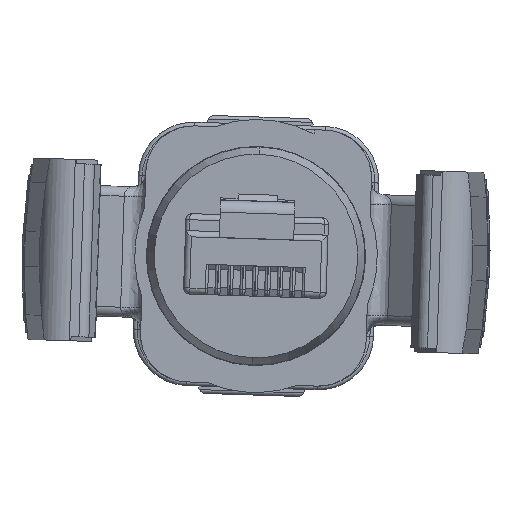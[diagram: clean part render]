
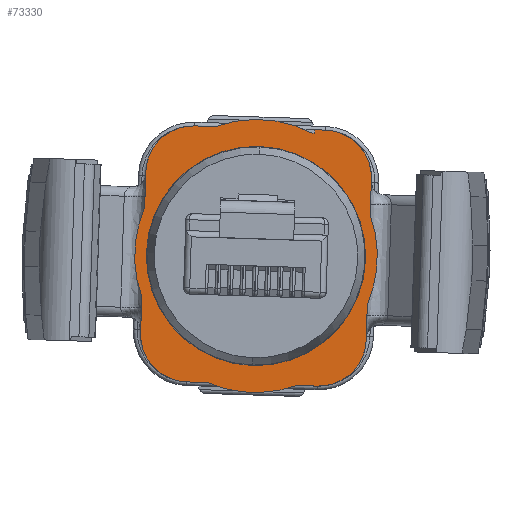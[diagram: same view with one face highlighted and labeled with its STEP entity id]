
A CAD part, front view. The second image highlights one B-rep face of the part: STEP entity #73330.
In plain terms, the highlighted face is planar.
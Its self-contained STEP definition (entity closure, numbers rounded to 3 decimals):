
#71510=CARTESIAN_POINT('',(15.302,3.3,
8.96));
#71520=VERTEX_POINT('',#71510);
#71550=CARTESIAN_POINT('',(15.302,3.3,
0.));
#71560=DIRECTION('',(-1.,0.,0.));
#71570=DIRECTION('',(0.,0.,1.));
#71580=AXIS2_PLACEMENT_3D('',#71550,#71560,#71570);
#71590=CIRCLE('',#71580,8.96);
#71600=CARTESIAN_POINT('',(15.302,3.3,
-8.96));
#71610=VERTEX_POINT('',#71600);
#71620=EDGE_CURVE('',#71610,#71520,#71590,.T.);
#71810=CARTESIAN_POINT('',(15.302,4.55,
-9.26));
#71820=DIRECTION('',(-1.,0.,0.));
#71830=DIRECTION('',(0.,0.,1.));
#71840=AXIS2_PLACEMENT_3D('',#71810,#71820,#71830);
#71850=PLANE('',#71840);
#71860=CARTESIAN_POINT('',(15.302,62.101,
9.26));
#71870=DIRECTION('',(0.,-1.,0.));
#71880=VECTOR('',#71870,1.);
#71890=LINE('',#71860,#71880);
#71900=CARTESIAN_POINT('',(15.302,-0.368,
9.26));
#71910=VERTEX_POINT('',#71900);
#71920=CARTESIAN_POINT('',(15.302,-3.31,
9.26));
#71930=VERTEX_POINT('',#71920);
#71940=EDGE_CURVE('',#71910,#71930,#71890,.T.);
#71950=ORIENTED_EDGE('',*,*,#71940,.F.);
#71960=CARTESIAN_POINT('',(15.302,-3.31,
5.36));
#71970=DIRECTION('',(1.,0.,0.));
#71980=DIRECTION('',(0.,-1.,0.));
#71990=AXIS2_PLACEMENT_3D('',#71960,#71970,#71980);
#72000=CIRCLE('',#71990,3.9);
#72010=CARTESIAN_POINT('',(15.302,-7.21,
5.36));
#72020=VERTEX_POINT('',#72010);
#72030=EDGE_CURVE('',#71930,#72020,#72000,.T.);
#72040=ORIENTED_EDGE('',*,*,#72030,.F.);
#72050=CARTESIAN_POINT('',(15.302,-7.21,
1.));
#72060=DIRECTION('',(0.,0.,1.));
#72070=VECTOR('',#72060,1.);
#72080=LINE('',#72050,#72070);
#72090=CARTESIAN_POINT('',(15.302,-7.21,
3.668));
#72100=VERTEX_POINT('',#72090);
#72110=EDGE_CURVE('',#72100,#72020,#72080,.T.);
#72120=ORIENTED_EDGE('',*,*,#72110,.T.);
#72130=CARTESIAN_POINT('',(15.302,2.05,
0.));
#72140=DIRECTION('',(1.,0.,0.));
#72150=DIRECTION('',(0.,1.,0.));
#72160=AXIS2_PLACEMENT_3D('',#72130,#72140,#72150);
#72170=CIRCLE('',#72160,9.96);
#72180=CARTESIAN_POINT('',(15.302,-6.91,
-4.35));
#72190=VERTEX_POINT('',#72180);
#72200=EDGE_CURVE('',#72100,#72190,#72170,.T.);
#72210=ORIENTED_EDGE('',*,*,#72200,.F.);
#72220=CARTESIAN_POINT('',(15.302,-6.91,
1.));
#72230=DIRECTION('',(0.,0.,1.));
#72240=VECTOR('',#72230,1.);
#72250=LINE('',#72220,#72240);
#72260=CARTESIAN_POINT('',(15.302,-6.91,
-4.5));
#72270=VERTEX_POINT('',#72260);
#72280=EDGE_CURVE('',#72270,#72190,#72250,.T.);
#72290=ORIENTED_EDGE('',*,*,#72280,.T.);
#72300=CARTESIAN_POINT('',(15.302,62.101,
-4.5));
#72310=DIRECTION('',(0.,-1.,0.));
#72320=VECTOR('',#72310,1.);
#72330=LINE('',#72300,#72320);
#72340=CARTESIAN_POINT('',(15.302,-7.21,
-4.5));
#72350=VERTEX_POINT('',#72340);
#72360=EDGE_CURVE('',#72270,#72350,#72330,.T.);
#72370=ORIENTED_EDGE('',*,*,#72360,.F.);
#72380=CARTESIAN_POINT('',(15.302,-7.21,
1.));
#72390=DIRECTION('',(0.,0.,1.));
#72400=VECTOR('',#72390,1.);
#72410=LINE('',#72380,#72400);
#72420=CARTESIAN_POINT('',(15.302,-7.21,
-5.36));
#72430=VERTEX_POINT('',#72420);
#72440=EDGE_CURVE('',#72430,#72350,#72410,.T.);
#72450=ORIENTED_EDGE('',*,*,#72440,.T.);
#72460=CARTESIAN_POINT('',(15.302,-3.31,
-5.36));
#72470=DIRECTION('',(-1.,0.,0.));
#72480=DIRECTION('',(0.,1.,0.));
#72490=AXIS2_PLACEMENT_3D('',#72460,#72470,#72480);
#72500=CIRCLE('',#72490,3.9);
#72510=CARTESIAN_POINT('',(15.302,-3.31,
-9.26));
#72520=VERTEX_POINT('',#72510);
#72530=EDGE_CURVE('',#72520,#72430,#72500,.T.);
#72540=ORIENTED_EDGE('',*,*,#72530,.T.);
#72550=CARTESIAN_POINT('',(15.302,62.101,
-9.26));
#72560=DIRECTION('',(0.,1.,0.));
#72570=VECTOR('',#72560,1.);
#72580=LINE('',#72550,#72570);
#72590=CARTESIAN_POINT('',(15.302,-0.368,
-9.26));
#72600=VERTEX_POINT('',#72590);
#72610=EDGE_CURVE('',#72520,#72600,#72580,.T.);
#72620=ORIENTED_EDGE('',*,*,#72610,.F.);
#72630=CARTESIAN_POINT('',(15.302,3.3,
0.));
#72640=DIRECTION('',(1.,0.,0.));
#72650=DIRECTION('',(0.,0.,1.));
#72660=AXIS2_PLACEMENT_3D('',#72630,#72640,#72650);
#72670=CIRCLE('',#72660,9.96);
#72680=CARTESIAN_POINT('',(15.302,6.968,
-9.26));
#72690=VERTEX_POINT('',#72680);
#72700=EDGE_CURVE('',#72600,#72690,#72670,.T.);
#72710=ORIENTED_EDGE('',*,*,#72700,.F.);
#72720=CARTESIAN_POINT('',(15.302,9.91,
-9.26));
#72730=VERTEX_POINT('',#72720);
#72740=EDGE_CURVE('',#72690,#72730,#72580,.T.);
#72750=ORIENTED_EDGE('',*,*,#72740,.F.);
#72760=CARTESIAN_POINT('',(15.302,9.91,
-5.36));
#72770=DIRECTION('',(1.,0.,0.));
#72780=DIRECTION('',(0.,-1.,0.));
#72790=AXIS2_PLACEMENT_3D('',#72760,#72770,#72780);
#72800=CIRCLE('',#72790,3.9);
#72810=CARTESIAN_POINT('',(15.302,13.81,
-5.36));
#72820=VERTEX_POINT('',#72810);
#72830=EDGE_CURVE('',#72730,#72820,#72800,.T.);
#72840=ORIENTED_EDGE('',*,*,#72830,.F.);
#72850=CARTESIAN_POINT('',(15.302,13.81,
1.));
#72860=DIRECTION('',(0.,0.,1.));
#72870=VECTOR('',#72860,1.);
#72880=LINE('',#72850,#72870);
#72890=CARTESIAN_POINT('',(15.302,13.81,
-3.668));
#72900=VERTEX_POINT('',#72890);
#72910=EDGE_CURVE('',#72820,#72900,#72880,.T.);
#72920=ORIENTED_EDGE('',*,*,#72910,.F.);
#72930=CARTESIAN_POINT('',(15.302,4.55,
0.));
#72940=DIRECTION('',(1.,0.,0.));
#72950=DIRECTION('',(0.,-1.,0.));
#72960=AXIS2_PLACEMENT_3D('',#72930,#72940,#72950);
#72970=CIRCLE('',#72960,9.96);
#72980=CARTESIAN_POINT('',(15.302,13.81,
3.668));
#72990=VERTEX_POINT('',#72980);
#73000=EDGE_CURVE('',#72900,#72990,#72970,.T.);
#73010=ORIENTED_EDGE('',*,*,#73000,.F.);
#73020=CARTESIAN_POINT('',(15.302,13.81,
5.36));
#73030=VERTEX_POINT('',#73020);
#73040=EDGE_CURVE('',#72990,#73030,#72880,.T.);
#73050=ORIENTED_EDGE('',*,*,#73040,.F.);
#73060=CARTESIAN_POINT('',(15.302,9.91,
5.36));
#73070=DIRECTION('',(-1.,0.,0.));
#73080=DIRECTION('',(0.,1.,0.));
#73090=AXIS2_PLACEMENT_3D('',#73060,#73070,#73080);
#73100=CIRCLE('',#73090,3.9);
#73110=CARTESIAN_POINT('',(15.302,9.91,
9.26));
#73120=VERTEX_POINT('',#73110);
#73130=EDGE_CURVE('',#73120,#73030,#73100,.T.);
#73140=ORIENTED_EDGE('',*,*,#73130,.T.);
#73150=CARTESIAN_POINT('',(15.302,6.968,
9.26));
#73160=VERTEX_POINT('',#73150);
#73170=EDGE_CURVE('',#73120,#73160,#71890,.T.);
#73180=ORIENTED_EDGE('',*,*,#73170,.F.);
#73190=CARTESIAN_POINT('',(15.302,3.3,
0.));
#73200=DIRECTION('',(1.,0.,0.));
#73210=DIRECTION('',(0.,0.,-1.));
#73220=AXIS2_PLACEMENT_3D('',#73190,#73200,#73210);
#73230=CIRCLE('',#73220,9.96);
#73240=EDGE_CURVE('',#73160,#71910,#73230,.T.);
#73250=ORIENTED_EDGE('',*,*,#73240,.F.);
#73260=EDGE_LOOP('',(#73250,#73180,#73140,#73050,#73010,#72920,#72840,
#72750,#72710,#72620,#72540,#72450,#72370,#72290,#72210,#72120,#72040,
#71950));
#73270=FACE_OUTER_BOUND('',#73260,.T.);
#73280=EDGE_CURVE('',#71520,#71610,#71590,.T.);
#73290=ORIENTED_EDGE('',*,*,#73280,.F.);
#73300=ORIENTED_EDGE('',*,*,#71620,.F.);
#73310=EDGE_LOOP('',(#73300,#73290));
#73320=FACE_BOUND('',#73310,.T.);
#73330=ADVANCED_FACE('',(#73270,#73320),#71850,.T.);
